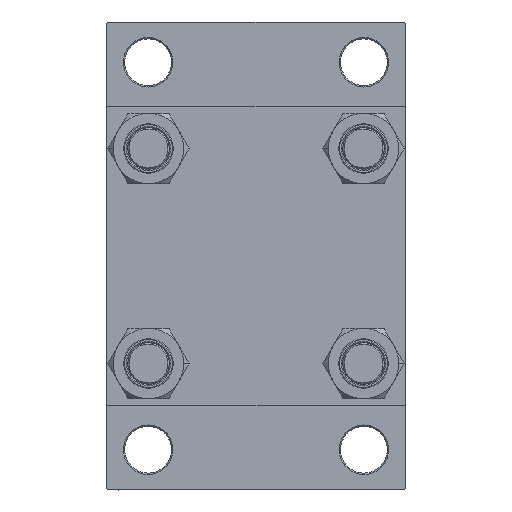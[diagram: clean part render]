
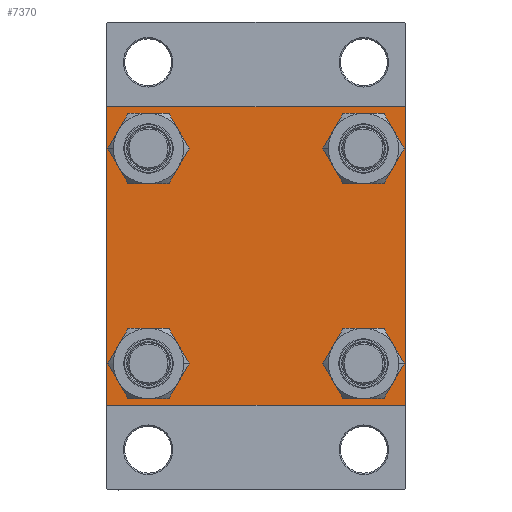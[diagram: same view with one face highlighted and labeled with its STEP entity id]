
A CAD part, left-side view. The second image highlights one B-rep face of the part: STEP entity #7370.
In plain terms, the highlighted planar face has unit normal (-1, 0, 0).
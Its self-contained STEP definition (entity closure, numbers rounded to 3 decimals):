
#313 = DIRECTION ( 'NONE',  ( 1., 0., 0. ) ) ;
#370 = VERTEX_POINT ( 'NONE', #31258 ) ;
#583 = CARTESIAN_POINT ( 'NONE',  ( 0., -41.35, 32.85 ) ) ;
#624 = CIRCLE ( 'NONE', #15455, 8.5 ) ;
#688 = DIRECTION ( 'NONE',  ( 0., 0., 1. ) ) ;
#897 = VERTEX_POINT ( 'NONE', #24699 ) ;
#1672 = AXIS2_PLACEMENT_3D ( 'NONE', #37745, #46288, #8177 ) ;
#1720 = CARTESIAN_POINT ( 'NONE',  ( 0., 57.5, -57. ) ) ;
#2327 = AXIS2_PLACEMENT_3D ( 'NONE', #11365, #4262, #3779 ) ;
#2545 = EDGE_CURVE ( 'NONE', #3692, #25178, #23018, .T. ) ;
#2910 = CARTESIAN_POINT ( 'NONE',  ( 0., -57.5, 57.5 ) ) ;
#3296 = ORIENTED_EDGE ( 'NONE', *, *, #11158, .T. ) ;
#3444 = LINE ( 'NONE', #29833, #8648 ) ;
#3692 = VERTEX_POINT ( 'NONE', #583 ) ;
#3779 = DIRECTION ( 'NONE',  ( 0., 0., 1. ) ) ;
#4262 = DIRECTION ( 'NONE',  ( 1., 0., 0. ) ) ;
#4534 = VECTOR ( 'NONE', #40114, 1000. ) ;
#4599 = DIRECTION ( 'NONE',  ( 0., 0., 1. ) ) ;
#5070 = CARTESIAN_POINT ( 'NONE',  ( 0., 0., 0. ) ) ;
#5462 = CARTESIAN_POINT ( 'NONE',  ( 0., 57., -57.5 ) ) ;
#6074 = ORIENTED_EDGE ( 'NONE', *, *, #2545, .T. ) ;
#6567 = DIRECTION ( 'NONE',  ( 0., 0., 1. ) ) ;
#6730 = CIRCLE ( 'NONE', #25406, 8.5 ) ;
#6732 = EDGE_LOOP ( 'NONE', ( #34189, #6074 ) ) ;
#6949 = EDGE_CURVE ( 'NONE', #25178, #3692, #6730, .T. ) ;
#7294 = CARTESIAN_POINT ( 'NONE',  ( 0., 41.35, -41.35 ) ) ;
#7370 = ADVANCED_FACE ( 'NONE', ( #26102, #37356, #19035, #33918, #30505 ), #27794, .T. ) ;
#7522 = DIRECTION ( 'NONE',  ( 1., 0., 0. ) ) ;
#7853 = LINE ( 'NONE', #22979, #29576 ) ;
#8177 = DIRECTION ( 'NONE',  ( 0., 0., 1. ) ) ;
#8269 = AXIS2_PLACEMENT_3D ( 'NONE', #5070, #19983, #4599 ) ;
#8648 = VECTOR ( 'NONE', #33981, 1000. ) ;
#8808 = DIRECTION ( 'NONE',  ( 0., -0.707, -0.707 ) ) ;
#9201 = VECTOR ( 'NONE', #28605, 1000. ) ;
#9299 = VERTEX_POINT ( 'NONE', #42110 ) ;
#9990 = VECTOR ( 'NONE', #23340, 1000. ) ;
#10032 = EDGE_LOOP ( 'NONE', ( #32199, #25657 ) ) ;
#10986 = CIRCLE ( 'NONE', #1672, 8.5 ) ;
#11158 = EDGE_CURVE ( 'NONE', #43339, #370, #624, .T. ) ;
#11365 = CARTESIAN_POINT ( 'NONE',  ( 0., 41.35, -41.35 ) ) ;
#11492 = CARTESIAN_POINT ( 'NONE',  ( 0., 41.35, 49.85 ) ) ;
#11775 = EDGE_CURVE ( 'NONE', #45323, #9299, #43520, .T. ) ;
#12002 = CARTESIAN_POINT ( 'NONE',  ( 0., 57.5, 57.5 ) ) ;
#12197 = AXIS2_PLACEMENT_3D ( 'NONE', #7294, #40035, #6567 ) ;
#12595 = DIRECTION ( 'NONE',  ( 0., 0., 1. ) ) ;
#12749 = CARTESIAN_POINT ( 'NONE',  ( 0., 41.35, -32.85 ) ) ;
#12804 = ORIENTED_EDGE ( 'NONE', *, *, #33555, .T. ) ;
#13260 = CARTESIAN_POINT ( 'NONE',  ( 0., 41.35, 41.35 ) ) ;
#14192 = CARTESIAN_POINT ( 'NONE',  ( 0., -41.35, 49.85 ) ) ;
#14254 = EDGE_LOOP ( 'NONE', ( #12804, #18132 ) ) ;
#14795 = CARTESIAN_POINT ( 'NONE',  ( 0., 41.35, 32.85 ) ) ;
#15120 = CARTESIAN_POINT ( 'NONE',  ( 0., -41.35, 41.35 ) ) ;
#15253 = AXIS2_PLACEMENT_3D ( 'NONE', #15120, #33908, #688 ) ;
#15347 = VERTEX_POINT ( 'NONE', #5462 ) ;
#15419 = DIRECTION ( 'NONE',  ( 0., -0.707, 0.707 ) ) ;
#15455 = AXIS2_PLACEMENT_3D ( 'NONE', #34131, #7522, #29743 ) ;
#15837 = AXIS2_PLACEMENT_3D ( 'NONE', #34030, #313, #26698 ) ;
#15889 = VERTEX_POINT ( 'NONE', #44112 ) ;
#17165 = DIRECTION ( 'NONE',  ( 1., 0., 0. ) ) ;
#18132 = ORIENTED_EDGE ( 'NONE', *, *, #24034, .T. ) ;
#18433 = EDGE_CURVE ( 'NONE', #36376, #43933, #24485, .T. ) ;
#18640 = VECTOR ( 'NONE', #38142, 1000. ) ;
#18794 = EDGE_CURVE ( 'NONE', #36376, #9299, #45485, .T. ) ;
#19035 = FACE_BOUND ( 'NONE', #10032, .T. ) ;
#19813 = CARTESIAN_POINT ( 'NONE',  ( 0., -57.5, -57. ) ) ;
#19933 = EDGE_CURVE ( 'NONE', #897, #46722, #7853, .T. ) ;
#19983 = DIRECTION ( 'NONE',  ( -1., 0., 0. ) ) ;
#20345 = CARTESIAN_POINT ( 'NONE',  ( 0., 57.5, 57. ) ) ;
#20801 = CARTESIAN_POINT ( 'NONE',  ( 0., 57., 57.5 ) ) ;
#21764 = ORIENTED_EDGE ( 'NONE', *, *, #18794, .F. ) ;
#21879 = EDGE_CURVE ( 'NONE', #15889, #36181, #24172, .T. ) ;
#22140 = CARTESIAN_POINT ( 'NONE',  ( 0., -41.35, -49.85 ) ) ;
#22979 = CARTESIAN_POINT ( 'NONE',  ( 0., -57.25, -57.25 ) ) ;
#23018 = CIRCLE ( 'NONE', #15253, 8.5 ) ;
#23340 = DIRECTION ( 'NONE',  ( 0., 0., -1. ) ) ;
#23901 = ORIENTED_EDGE ( 'NONE', *, *, #11775, .T. ) ;
#24034 = EDGE_CURVE ( 'NONE', #32156, #36412, #28910, .T. ) ;
#24145 = EDGE_CURVE ( 'NONE', #15347, #897, #3444, .T. ) ;
#24172 = CIRCLE ( 'NONE', #2327, 8.5 ) ;
#24239 = VECTOR ( 'NONE', #8808, 1000. ) ;
#24245 = EDGE_CURVE ( 'NONE', #44120, #15347, #30792, .T. ) ;
#24485 = LINE ( 'NONE', #32302, #4534 ) ;
#24699 = CARTESIAN_POINT ( 'NONE',  ( 0., -57., -57.5 ) ) ;
#25052 = EDGE_CURVE ( 'NONE', #370, #43339, #10986, .T. ) ;
#25178 = VERTEX_POINT ( 'NONE', #14192 ) ;
#25406 = AXIS2_PLACEMENT_3D ( 'NONE', #34580, #38488, #12595 ) ;
#25657 = ORIENTED_EDGE ( 'NONE', *, *, #21879, .T. ) ;
#26097 = CARTESIAN_POINT ( 'NONE',  ( 0., -57.5, 57. ) ) ;
#26102 = FACE_BOUND ( 'NONE', #6732, .T. ) ;
#26698 = DIRECTION ( 'NONE',  ( 0., 0., 1. ) ) ;
#27794 = PLANE ( 'NONE',  #8269 ) ;
#28605 = DIRECTION ( 'NONE',  ( 0., 0.707, 0.707 ) ) ;
#28910 = CIRCLE ( 'NONE', #28946, 8.5 ) ;
#28946 = AXIS2_PLACEMENT_3D ( 'NONE', #13260, #17165, #40347 ) ;
#29385 = CIRCLE ( 'NONE', #12197, 8.5 ) ;
#29576 = VECTOR ( 'NONE', #15419, 1000. ) ;
#29743 = DIRECTION ( 'NONE',  ( 0., 0., 1. ) ) ;
#29833 = CARTESIAN_POINT ( 'NONE',  ( 0., 57.5, -57.5 ) ) ;
#30505 = FACE_OUTER_BOUND ( 'NONE', #33742, .T. ) ;
#30687 = EDGE_CURVE ( 'NONE', #45323, #46722, #35259, .T. ) ;
#30792 = LINE ( 'NONE', #31282, #24239 ) ;
#31258 = CARTESIAN_POINT ( 'NONE',  ( 0., -41.35, -32.85 ) ) ;
#31282 = CARTESIAN_POINT ( 'NONE',  ( 0., 57.25, -57.25 ) ) ;
#32156 = VERTEX_POINT ( 'NONE', #14795 ) ;
#32199 = ORIENTED_EDGE ( 'NONE', *, *, #41524, .T. ) ;
#32203 = ORIENTED_EDGE ( 'NONE', *, *, #43368, .T. ) ;
#32302 = CARTESIAN_POINT ( 'NONE',  ( 0., 57.25, 57.25 ) ) ;
#32985 = EDGE_LOOP ( 'NONE', ( #38951, #3296 ) ) ;
#33555 = EDGE_CURVE ( 'NONE', #36412, #32156, #36891, .T. ) ;
#33742 = EDGE_LOOP ( 'NONE', ( #32203, #38645, #42065, #45490, #47796, #23901, #21764, #36649 ) ) ;
#33908 = DIRECTION ( 'NONE',  ( 1., 0., 0. ) ) ;
#33918 = FACE_BOUND ( 'NONE', #14254, .T. ) ;
#33981 = DIRECTION ( 'NONE',  ( 0., -1., 0. ) ) ;
#34030 = CARTESIAN_POINT ( 'NONE',  ( 0., 41.35, 41.35 ) ) ;
#34131 = CARTESIAN_POINT ( 'NONE',  ( 0., -41.35, -41.35 ) ) ;
#34189 = ORIENTED_EDGE ( 'NONE', *, *, #6949, .T. ) ;
#34580 = CARTESIAN_POINT ( 'NONE',  ( 0., -41.35, 41.35 ) ) ;
#35259 = LINE ( 'NONE', #2910, #44640 ) ;
#36181 = VERTEX_POINT ( 'NONE', #12749 ) ;
#36376 = VERTEX_POINT ( 'NONE', #20801 ) ;
#36412 = VERTEX_POINT ( 'NONE', #11492 ) ;
#36649 = ORIENTED_EDGE ( 'NONE', *, *, #18433, .T. ) ;
#36891 = CIRCLE ( 'NONE', #15837, 8.5 ) ;
#37356 = FACE_BOUND ( 'NONE', #32985, .T. ) ;
#37745 = CARTESIAN_POINT ( 'NONE',  ( 0., -41.35, -41.35 ) ) ;
#38142 = DIRECTION ( 'NONE',  ( 0., -1., 0. ) ) ;
#38488 = DIRECTION ( 'NONE',  ( 1., 0., 0. ) ) ;
#38645 = ORIENTED_EDGE ( 'NONE', *, *, #24245, .T. ) ;
#38951 = ORIENTED_EDGE ( 'NONE', *, *, #25052, .T. ) ;
#39739 = LINE ( 'NONE', #41675, #9990 ) ;
#40035 = DIRECTION ( 'NONE',  ( 1., 0., 0. ) ) ;
#40084 = CARTESIAN_POINT ( 'NONE',  ( 0., -57.25, 57.25 ) ) ;
#40114 = DIRECTION ( 'NONE',  ( 0., 0.707, -0.707 ) ) ;
#40347 = DIRECTION ( 'NONE',  ( 0., 0., 1. ) ) ;
#41524 = EDGE_CURVE ( 'NONE', #36181, #15889, #29385, .T. ) ;
#41675 = CARTESIAN_POINT ( 'NONE',  ( 0., 57.5, 57.5 ) ) ;
#42065 = ORIENTED_EDGE ( 'NONE', *, *, #24145, .T. ) ;
#42110 = CARTESIAN_POINT ( 'NONE',  ( 0., -57., 57.5 ) ) ;
#43339 = VERTEX_POINT ( 'NONE', #22140 ) ;
#43368 = EDGE_CURVE ( 'NONE', #43933, #44120, #39739, .T. ) ;
#43520 = LINE ( 'NONE', #40084, #9201 ) ;
#43933 = VERTEX_POINT ( 'NONE', #20345 ) ;
#44112 = CARTESIAN_POINT ( 'NONE',  ( 0., 41.35, -49.85 ) ) ;
#44120 = VERTEX_POINT ( 'NONE', #1720 ) ;
#44640 = VECTOR ( 'NONE', #47656, 1000. ) ;
#45323 = VERTEX_POINT ( 'NONE', #26097 ) ;
#45485 = LINE ( 'NONE', #12002, #18640 ) ;
#45490 = ORIENTED_EDGE ( 'NONE', *, *, #19933, .T. ) ;
#46288 = DIRECTION ( 'NONE',  ( 1., 0., 0. ) ) ;
#46722 = VERTEX_POINT ( 'NONE', #19813 ) ;
#47656 = DIRECTION ( 'NONE',  ( 0., 0., -1. ) ) ;
#47796 = ORIENTED_EDGE ( 'NONE', *, *, #30687, .F. ) ;
